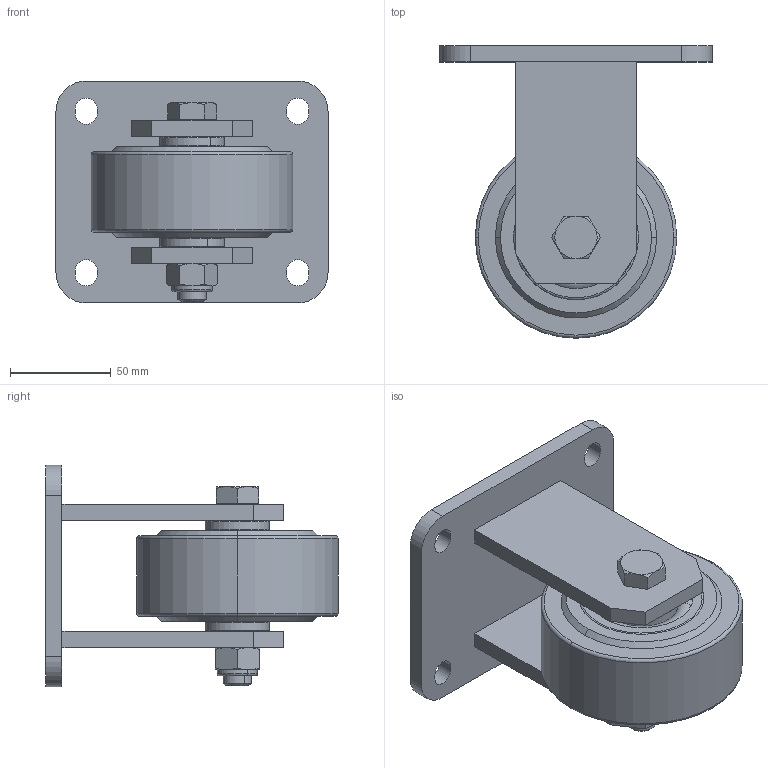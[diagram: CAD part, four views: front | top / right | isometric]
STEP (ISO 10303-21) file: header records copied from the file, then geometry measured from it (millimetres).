
FILE_DESCRIPTION (( 'STEP AP214' ), '1' );
FILE_NAME ('0028603_B-HS-STS-100-K_(A-01).step', '2019-03-01T13:56:30', ( '' ), ( '' ), 'SwSTEP 2.0', 'SolidWorks 2018', '' );
FILE_SCHEMA (( 'AUTOMOTIVE_DESIGN' ));
Length unit declared in the file: millimetre
Products named in the file (1): 0028603_B-HS-STS-100-K_(A-01)
Bounding box: 135 x 145 x 110 mm (x, y, z)
Surface area: 127658.2 mm2 (no closed solid volume)
Topology: 0 solids, 15 shells, 202 faces, 464 edges, 290 vertices
Faces by surface type: plane 64, cylinder 58, cone 46, torus 34
Entity records: 8198 total; most frequent: CARTESIAN_POINT 1173, DIRECTION 1086, ORIENTED_EDGE 892, EDGE_CURVE 464, AXIS2_PLACEMENT_3D 455, VERTEX_POINT 290, CIRCLE 252, EDGE_LOOP 238
